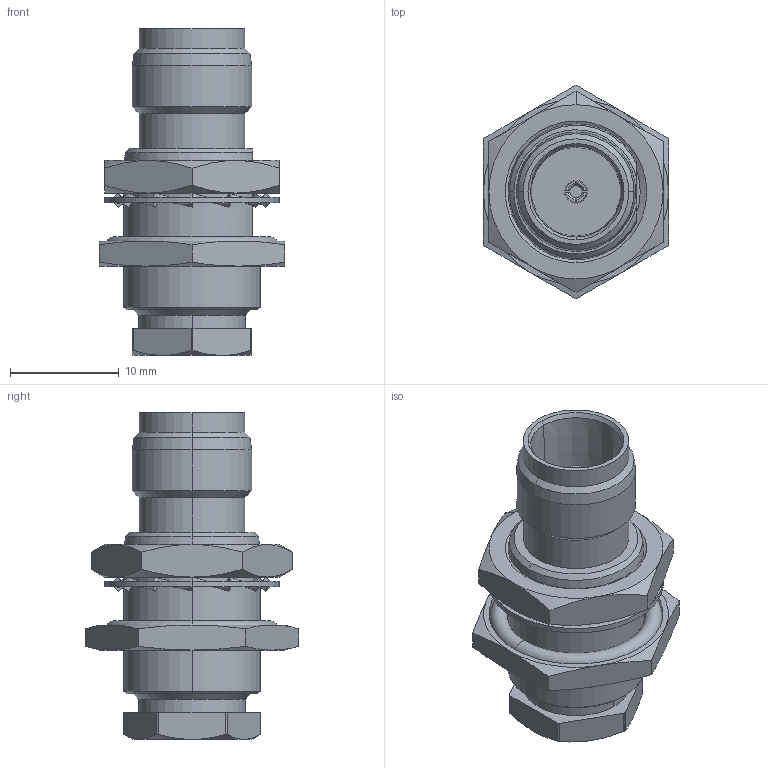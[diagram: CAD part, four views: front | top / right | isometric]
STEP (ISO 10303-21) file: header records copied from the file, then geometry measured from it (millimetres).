
FILE_DESCRIPTION (( 'STEP AP214' ), '1' );
FILE_NAME ('J01013A2224.STEP', '2018-01-04T12:56:02', ( '' ), ( '' ), 'SwSTEP 2.0', 'SolidWorks 2017', '' );
FILE_SCHEMA (( 'AUTOMOTIVE_DESIGN' ));
Length unit declared in the file: millimetre
Products named in the file (1): J01013A2224
Bounding box: 17 x 19.63 x 30 mm (x, y, z)
Volume: 3250.2 mm3; surface area: 2705.2 mm2
Topology: 3 solids, 3 shells, 209 faces, 507 edges, 314 vertices
Faces by surface type: plane 70, cone 61, cylinder 36, bspline 36, torus 6
Entity records: 9021 total; most frequent: CARTESIAN_POINT 2065, ORIENTED_EDGE 1014, DIRECTION 864, EDGE_CURVE 507, AXIS2_PLACEMENT_3D 315, VERTEX_POINT 314, LINE 234, VECTOR 234
